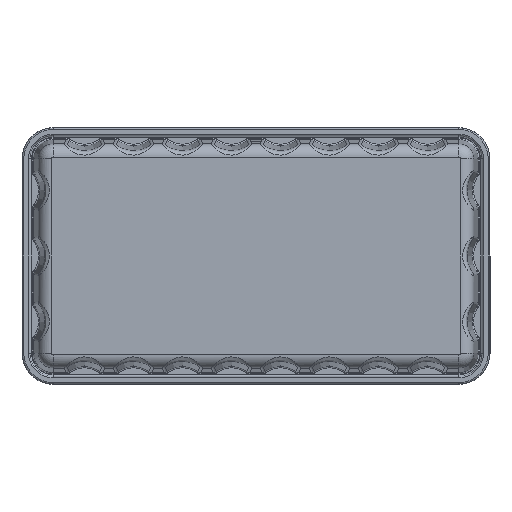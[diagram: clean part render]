
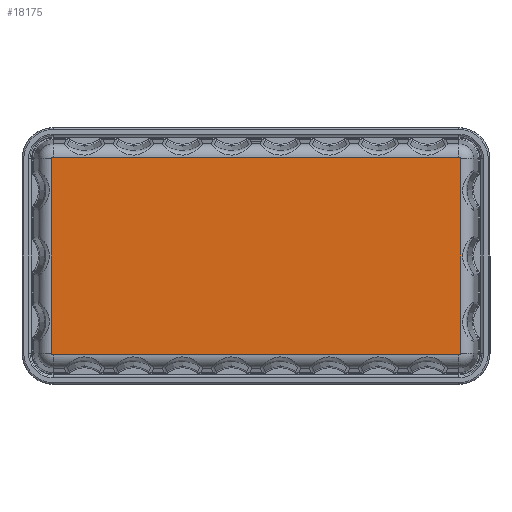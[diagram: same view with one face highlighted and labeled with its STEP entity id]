
A CAD part, front view. The second image highlights one B-rep face of the part: STEP entity #18175.
In plain terms, the highlighted planar face has unit normal (0, -1, 0).
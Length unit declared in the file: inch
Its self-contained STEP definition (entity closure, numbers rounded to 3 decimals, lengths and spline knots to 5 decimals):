
#4291 = DIRECTION ( 'NONE',  ( 1., 0., 0. ) ) ;
#4292 = VECTOR ( 'NONE', #4291, 39.37008 ) ;
#4293 = CARTESIAN_POINT ( 'NONE',  ( 3.838, -1.49, -1.87068 ) ) ;
#4294 = LINE ( 'NONE', #4293, #4292 ) ;
#4295 = CARTESIAN_POINT ( 'NONE',  ( -3.838, -1.49, -1.87068 ) ) ;
#4296 = DIRECTION ( 'NONE',  ( 0., 0., 1. ) ) ;
#4297 = DIRECTION ( 'NONE',  ( 0., -1., 0. ) ) ;
#4298 = CARTESIAN_POINT ( 'NONE',  ( -3.838, -1.49, -1.838 ) ) ;
#4299 = AXIS2_PLACEMENT_3D ( 'NONE', #4298, #4297, #4296 ) ;
#4300 = CIRCLE ( 'NONE', #4299, 0.03268 ) ;
#4302 = FACE_OUTER_BOUND ( 'NONE', #18176, .T. ) ;
#4312 = DIRECTION ( 'NONE',  ( 0., 0., 1. ) ) ;
#4313 = DIRECTION ( 'NONE',  ( 0., -1., 0. ) ) ;
#4314 = CARTESIAN_POINT ( 'NONE',  ( 3.838, -1.49, 1.838 ) ) ;
#4315 = AXIS2_PLACEMENT_3D ( 'NONE', #4314, #4313, #4312 ) ;
#4316 = CIRCLE ( 'NONE', #4315, 0.03268 ) ;
#4317 = CARTESIAN_POINT ( 'NONE',  ( 3.87068, -1.49, 1.838 ) ) ;
#4318 = DIRECTION ( 'NONE',  ( 0., 0., 1. ) ) ;
#4319 = VECTOR ( 'NONE', #4318, 39.37008 ) ;
#4320 = CARTESIAN_POINT ( 'NONE',  ( 3.87068, -1.49, 1.838 ) ) ;
#4321 = LINE ( 'NONE', #4320, #4319 ) ;
#4322 = CARTESIAN_POINT ( 'NONE',  ( 3.87068, -1.49, -1.838 ) ) ;
#4323 = DIRECTION ( 'NONE',  ( 0., 0., 1. ) ) ;
#4324 = DIRECTION ( 'NONE',  ( 0., -1., 0. ) ) ;
#4325 = CARTESIAN_POINT ( 'NONE',  ( 3.838, -1.49, -1.838 ) ) ;
#4326 = AXIS2_PLACEMENT_3D ( 'NONE', #4325, #4324, #4323 ) ;
#4327 = CIRCLE ( 'NONE', #4326, 0.03268 ) ;
#4328 = CARTESIAN_POINT ( 'NONE',  ( 3.838, -1.49, -1.87068 ) ) ;
#4329 = CIRCLE ( 'NONE', #4399, 0.03268 ) ;
#4330 = CARTESIAN_POINT ( 'NONE',  ( -3.838, -1.49, 1.87068 ) ) ;
#4331 = CARTESIAN_POINT ( 'NONE',  ( 3.838, -1.49, 1.87068 ) ) ;
#4332 = DIRECTION ( 'NONE',  ( -1., 0., 0. ) ) ;
#4333 = VECTOR ( 'NONE', #4332, 39.37008 ) ;
#4334 = CARTESIAN_POINT ( 'NONE',  ( -3.838, -1.49, 1.87068 ) ) ;
#4335 = LINE ( 'NONE', #4334, #4333 ) ;
#4358 = DIRECTION ( 'NONE',  ( 0., 0., 1. ) ) ;
#4359 = DIRECTION ( 'NONE',  ( 0., 1., 0. ) ) ;
#4360 = CARTESIAN_POINT ( 'NONE',  ( -3.838, -1.49, -1.838 ) ) ;
#4361 = AXIS2_PLACEMENT_3D ( 'NONE', #4360, #4359, #4358 ) ;
#4362 = PLANE ( 'NONE',  #4361 ) ;
#4391 = DIRECTION ( 'NONE',  ( 0., 0., -1. ) ) ;
#4392 = VECTOR ( 'NONE', #4391, 39.37008 ) ;
#4393 = CARTESIAN_POINT ( 'NONE',  ( -3.87068, -1.49, -1.838 ) ) ;
#4394 = LINE ( 'NONE', #4393, #4392 ) ;
#4395 = CARTESIAN_POINT ( 'NONE',  ( -3.87068, -1.49, 1.838 ) ) ;
#4396 = DIRECTION ( 'NONE',  ( 0., 0., 1. ) ) ;
#4397 = DIRECTION ( 'NONE',  ( 0., -1., 0. ) ) ;
#4398 = CARTESIAN_POINT ( 'NONE',  ( -3.838, -1.49, 1.838 ) ) ;
#4399 = AXIS2_PLACEMENT_3D ( 'NONE', #4398, #4397, #4396 ) ;
#13917 = VERTEX_POINT ( 'NONE', #21273 ) ;
#18155 = ORIENTED_EDGE ( 'NONE', *, *, #18156, .T. ) ;
#18156 = EDGE_CURVE ( 'NONE', #13917, #18157, #4300, .T. ) ;
#18157 = VERTEX_POINT ( 'NONE', #4295 ) ;
#18158 = ORIENTED_EDGE ( 'NONE', *, *, #18159, .T. ) ;
#18159 = EDGE_CURVE ( 'NONE', #18157, #18160, #4294, .T. ) ;
#18160 = VERTEX_POINT ( 'NONE', #4328 ) ;
#18161 = ORIENTED_EDGE ( 'NONE', *, *, #18162, .T. ) ;
#18162 = EDGE_CURVE ( 'NONE', #18160, #18163, #4327, .T. ) ;
#18163 = VERTEX_POINT ( 'NONE', #4322 ) ;
#18164 = ORIENTED_EDGE ( 'NONE', *, *, #18165, .T. ) ;
#18165 = EDGE_CURVE ( 'NONE', #18163, #18166, #4321, .T. ) ;
#18166 = VERTEX_POINT ( 'NONE', #4317 ) ;
#18167 = ORIENTED_EDGE ( 'NONE', *, *, #18168, .T. ) ;
#18168 = EDGE_CURVE ( 'NONE', #18166, #18179, #4316, .T. ) ;
#18175 = ADVANCED_FACE ( 'NONE', ( #4302 ), #4362, .F. ) ;
#18176 = EDGE_LOOP ( 'NONE', ( #18177, #18181, #18184, #18155, #18158, #18161, #18164, #18167 ) ) ;
#18177 = ORIENTED_EDGE ( 'NONE', *, *, #18178, .T. ) ;
#18178 = EDGE_CURVE ( 'NONE', #18179, #18180, #4335, .T. ) ;
#18179 = VERTEX_POINT ( 'NONE', #4331 ) ;
#18180 = VERTEX_POINT ( 'NONE', #4330 ) ;
#18181 = ORIENTED_EDGE ( 'NONE', *, *, #18182, .T. ) ;
#18182 = EDGE_CURVE ( 'NONE', #18180, #18183, #4329, .T. ) ;
#18183 = VERTEX_POINT ( 'NONE', #4395 ) ;
#18184 = ORIENTED_EDGE ( 'NONE', *, *, #18186, .T. ) ;
#18186 = EDGE_CURVE ( 'NONE', #18183, #13917, #4394, .T. ) ;
#21273 = CARTESIAN_POINT ( 'NONE',  ( -3.87068, -1.49, -1.838 ) ) ;
